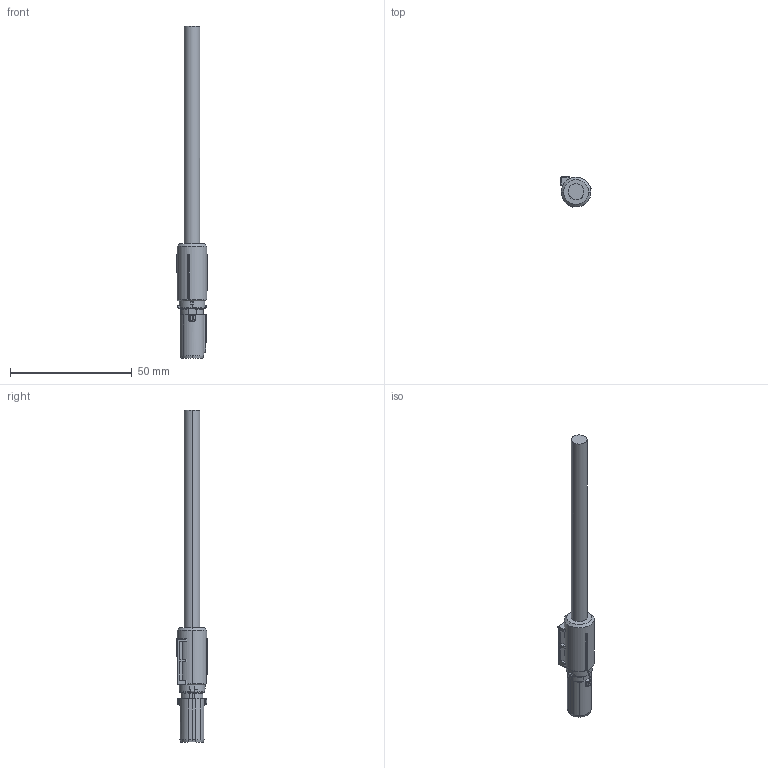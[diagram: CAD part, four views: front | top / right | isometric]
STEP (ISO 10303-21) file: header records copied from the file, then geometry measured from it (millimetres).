
FILE_DESCRIPTION(('CATIA V5 STEP Exchange','CAx-IF Rec.Pracs.--- Model Styling and Organization---1.5--- 2016-08-15','CAx-IF Rec.Pracs.---Supplemental Geometry---1.0---2011-11-01','CAx-IF Rec.Pracs.--- Composite Materials ---1.1---2010-07-15'),'2;1');
FILE_NAME ('1261223-2_0', '2025-02-03T08:39:01+00:00', ('none'), ('Weidmueller'), 'CATIA Version 5-6 Release 2022 SP4 HF5', 'CATIA V5 STEP AP214 v3', 'none');
FILE_SCHEMA(('AUTOMOTIVE_DESIGN { 1 0 10303 214 1 1 1 1 }'));
Length unit declared in the file: millimetre
Products named in the file (1): 2755350000
Bounding box: 12.44 x 12.44 x 136.2 mm (x, y, z)
Volume: 7106.1 mm3; surface area: 4193.8 mm2
Topology: 1 solids, 1 shells, 308 faces, 787 edges, 491 vertices
Faces by surface type: plane 109, cylinder 100, bspline 46, cone 27, torus 22, sphere 4
Entity records: 10140 total; most frequent: CARTESIAN_POINT 3449, ORIENTED_EDGE 1564, DIRECTION 1063, EDGE_CURVE 782, VERTEX_POINT 491, AXIS2_PLACEMENT_3D 471, VECTOR 332, LINE 332
